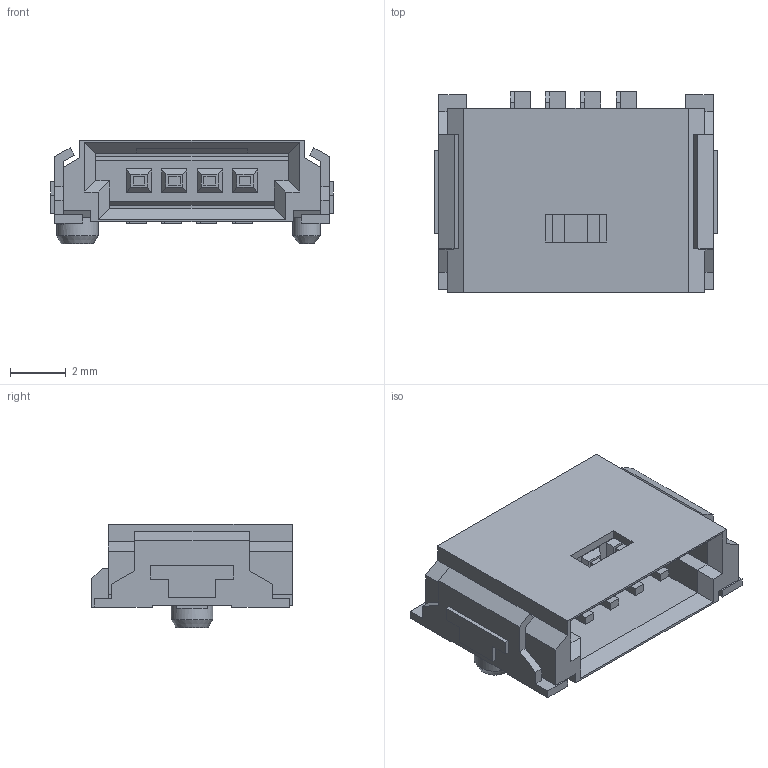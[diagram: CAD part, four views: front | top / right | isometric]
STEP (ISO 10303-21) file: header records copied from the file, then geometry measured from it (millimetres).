
FILE_DESCRIPTION(/* description */ (''),/* implementation_level */ '2;1');
FILE_NAME(/* name */ 'ERNI_214012.stp',/* time_stamp */ '2017-05-29T12:25:20+02:00',/* author */ ('jchouvet'),/* organization */ ('ERNI Electronics GmbH'),/* preprocessor_version */ 'ST-DEVELOPER v16.1',/* originating_system */ 'AutoCAD Mechanical',/* authorisation */ '');
FILE_SCHEMA (('AUTOMOTIVE_DESIGN { 1 0 10303 214 3 1 1 }'));
Length unit declared in the file: millimetre
Products named in the file (1): Product
Bounding box: 10.16 x 7.2 x 3.73 mm (x, y, z)
Volume: 130.7 mm3; surface area: 414.6 mm2
Topology: 19 solids, 19 shells, 233 faces, 567 edges, 373 vertices
Faces by surface type: plane 227, cone 3, cylinder 3
Full cylindrical faces by diameter (mm): 1.5 x1
Entity records: 6686 total; most frequent: CARTESIAN_POINT 1170, ORIENTED_EDGE 1128, DIRECTION 1044, EDGE_CURVE 564, LINE 552, VECTOR 552, VERTEX_POINT 372, AXIS2_PLACEMENT_3D 246
